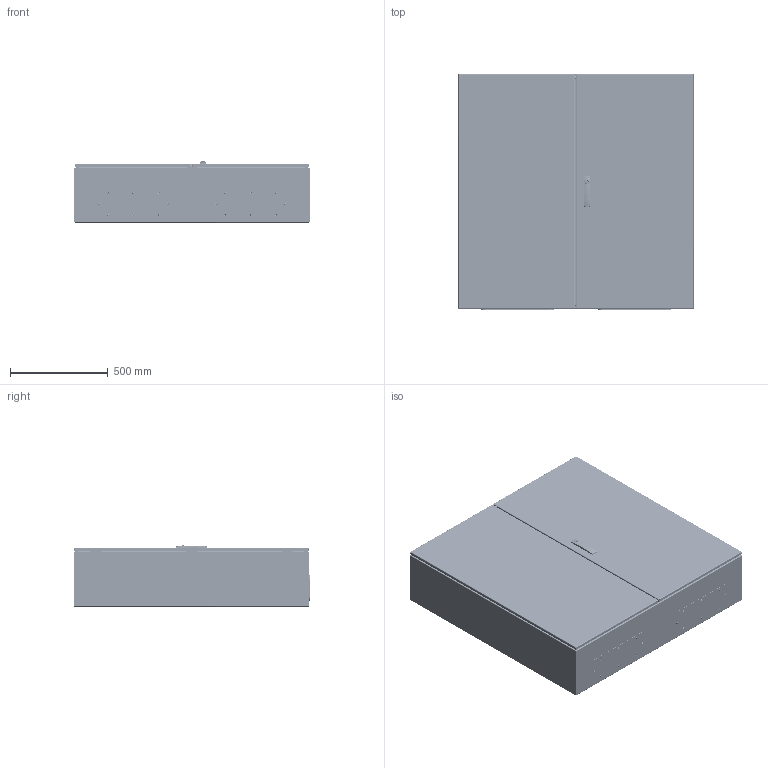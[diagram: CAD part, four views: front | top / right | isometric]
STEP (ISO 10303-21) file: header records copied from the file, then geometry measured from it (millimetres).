
FILE_DESCRIPTION (( 'STEP AP214' ), '1' );
FILE_NAME ('AT-1290.STEP', '2010-11-08T14:01:56', ( '' ), ( '' ), 'SwSTEP 2.0', 'SolidWorks 2010', '' );
FILE_SCHEMA (( 'AUTOMOTIVE_DESIGN' ));
Length unit declared in the file: millimetre
Products named in the file (46): 02092005160250; ENG-005950_6mm; ENG-000963_M5 X 0.8 (6MM LONG); ENG-001739_DIN 7983 4,8 x 9,5; 08072009095846_03B15-057; ENG-000884_M8; ENG-000876_DIN 934 M8; 06072009130922_03E15-057-01 AT-1290; AT-1290; SCHL_SSELS3123_920; 07072009122542_03U30-064; ENG-000929_LS-1094; ENG-021237_600 x 1200; 050920050937_Betätigungseinsatz 3mm Db; ENG-001084_568 längere Stange; ENG-001084_568 kürzere Stange; 10042007081850; 19092007142653_2256; ENG-000732_03E20-023-01; 08072009074310_03B30-064; ENG-000872_ohne Deckelteil; ENG-000872_ohne Deckteil, Stift gedreht; ENG-000138_M6x20; 06072009145039_03E31-065-01; ENG-000169_508; ENG-000020; 07072009094507_03E31-064-01; 23072009134046_600 x 1200; ENGB-000201_510; ENG-001754_127; ENG-001424_03B00-000; ENG-000928_03E00-000-01; ENG-6_568 geschlossen; ENG-001730_DIN 6330 M8; EMKA_Ohne Erdungsplatte PA ; ENG-000268_509; ENG-00045A_Normal; ENG-000138_M8x25; 27072009144419_03U15-057; ENG-000098_M6 ...
Assembly tree (155 placements, depth 5):
  AT-1290
    ENG-001739_DIN 7983 4,8 x 9,5  x16
    ENG-001730_DIN 6330 M8  x6
    ENG-000884_M8  x12
    ENG-000876_DIN 934 M8  x6
    07072009160840_03B30-065
      ENG-000929_LS-1094  x2
      ENG-000098_M6  x6
      07072009150739_03U30-065
        ENG-000138_M6x20  x8
        06072009145039_03E31-065-01
        ENG-000169_508  x3
      ENG-021237_600 x 1200
    ENG-000732_03E20-023-01
    ENG-001424_03B00-000  x2
      ENG-000928_03E00-000-01
      10042007081850
    08072009074310_03B30-064
      ENG-000098_M6  x10
      SCHL_SSELS3123_920
      ENG-000929_LS-1094  x2
      1855  x4
      07072009122542_03U30-064
        ENG-000138_M6x20  x12
        ENG-000169_508  x3
        07072009094507_03E31-064-01
      ENG-6_568 geschlossen
        ENG-20052202-7
        200702201413
        ENG-001084_568 längere Stange
        ENG-001084_568 kürzere Stange
        ENG-010195
        EMKA_Ohne Erdungsplatte PA 
        050920050937_Betätigungseinsatz 3mm Db
          ENG-000020
          02092005160250
      23072009134046_600 x 1200
    19092007142653_2256  x2
    08072009095846_03B15-057
      ENG-005950_6mm  x12
        ENG-00045A_Normal
        ENG-000963_M5 X 0.8 (6MM LONG)
      ENG-001754_127  x2
      ENG-000872_ohne Deckelteil  x3
        ENGB-000201_510
        ENG-000268_509
      ENG-000138_M8x25  x2
      27072009144419_03U15-057
        ENG-000138_M6x20  x2
        06072009130922_03E15-057-01 AT-1290
        ENG-000138_M8x25  x6
      ENG-000872_ohne Deckteil, Stift gedreht  x3
        ENGB-000201_510
        ENG-000268_509
Bounding box: 1200 x 1206.97 x 312.62 mm (x, y, z)
Volume: 10941981.4 mm3; surface area: 12676093.1 mm2
Topology: 165 solids, 175 shells, 6131 faces, 15997 edges, 10251 vertices
Faces by surface type: plane 2802, cylinder 2096, cone 608, bspline 351, torus 206, sphere 68
Entity records: 94515 total; most frequent: CARTESIAN_POINT 24071, DIRECTION 12780, ORIENTED_EDGE 12734, EDGE_CURVE 6600, AXIS2_PLACEMENT_3D 4511, VERTEX_POINT 4259, VECTOR 3758, LINE 3758
